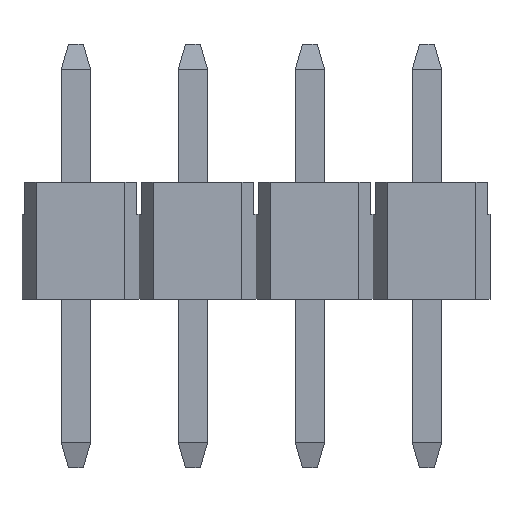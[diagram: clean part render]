
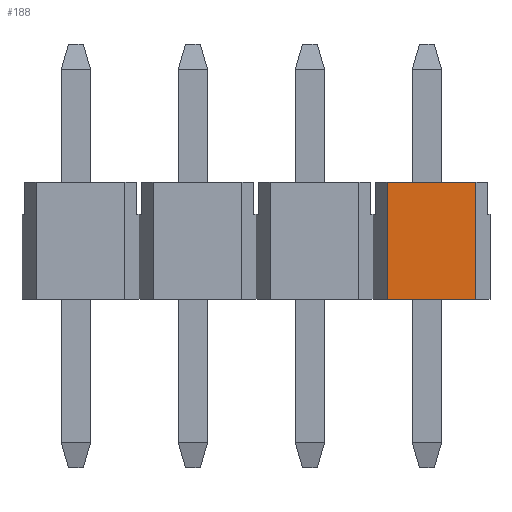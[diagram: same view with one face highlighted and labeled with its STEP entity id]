
A CAD part, top view. The second image highlights one B-rep face of the part: STEP entity #188.
In plain terms, the highlighted planar face has unit normal (0, 0, 1).
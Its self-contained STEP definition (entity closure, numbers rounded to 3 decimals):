
#188=ADVANCED_FACE('',(#461),#462,.T.);
#461=FACE_OUTER_BOUND('',#824,.T.);
#462=PLANE('',#825);
#824=EDGE_LOOP('',(#1307,#1308,#1309,#1310));
#825=AXIS2_PLACEMENT_3D('',#1311,#1312,#1313);
#1307=ORIENTED_EDGE('',*,*,#2263,.T.);
#1308=ORIENTED_EDGE('',*,*,#2234,.F.);
#1309=ORIENTED_EDGE('',*,*,#2264,.F.);
#1310=ORIENTED_EDGE('',*,*,#2265,.T.);
#1311=CARTESIAN_POINT('',(3.91,0.,1.253));
#1312=DIRECTION('',(0.0,0.,1.0));
#1313=DIRECTION('',(-1.0,-0.0,0.0));
#2234=EDGE_CURVE('',#2700,#2702,#2703,.T.);
#2263=EDGE_CURVE('',#2749,#2702,#2750,.T.);
#2264=EDGE_CURVE('',#2751,#2700,#2752,.T.);
#2265=EDGE_CURVE('',#2751,#2749,#2753,.T.);
#2700=VERTEX_POINT('',#3352);
#2702=VERTEX_POINT('',#3355);
#2703=LINE('',#3356,#3357);
#2749=VERTEX_POINT('',#3425);
#2750=LINE('',#3426,#3427);
#2751=VERTEX_POINT('',#3428);
#2752=LINE('',#3429,#3430);
#2753=LINE('',#3431,#3432);
#3352=CARTESIAN_POINT('',(4.875,0.,1.253));
#3355=CARTESIAN_POINT('',(4.875,-2.54,1.253));
#3356=CARTESIAN_POINT('',(4.875,0.,1.253));
#3357=VECTOR('',#4067,1.0);
#3425=CARTESIAN_POINT('',(2.945,-2.54,1.253));
#3426=CARTESIAN_POINT('',(2.945,-2.54,1.253));
#3427=VECTOR('',#4090,1.0);
#3428=CARTESIAN_POINT('',(2.945,0.,1.253));
#3429=CARTESIAN_POINT('',(2.945,0.,1.253));
#3430=VECTOR('',#4091,1.0);
#3431=CARTESIAN_POINT('',(2.945,0.,1.253));
#3432=VECTOR('',#4092,1.0);
#4067=DIRECTION('',(0.0,-1.0,0.));
#4090=DIRECTION('',(1.0,0.0,0.0));
#4091=DIRECTION('',(1.0,0.0,0.0));
#4092=DIRECTION('',(0.0,-1.0,0.));
